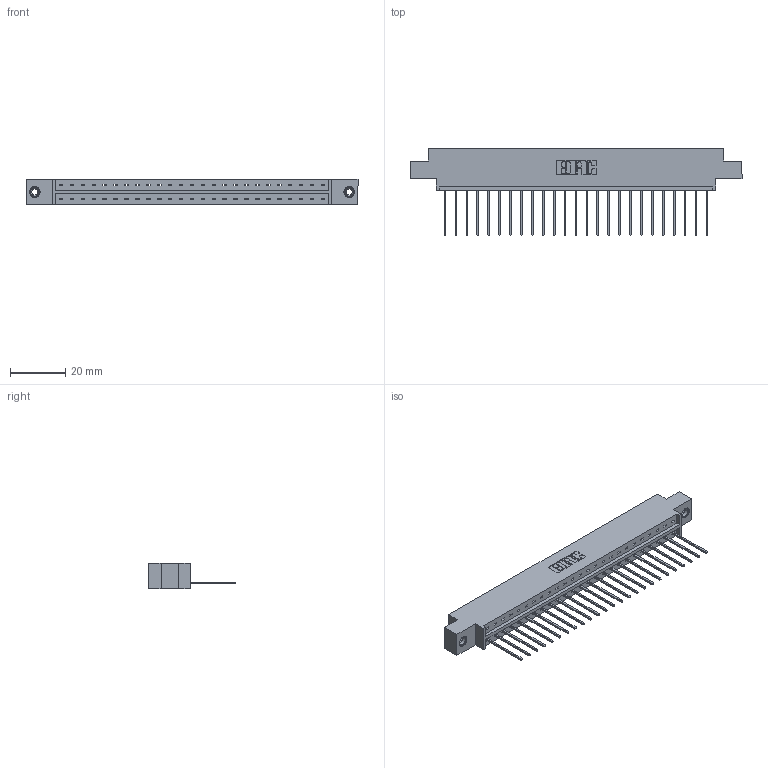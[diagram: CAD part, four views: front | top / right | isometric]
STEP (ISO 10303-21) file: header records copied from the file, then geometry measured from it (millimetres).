
FILE_DESCRIPTION (( 'STEP AP203' ), '1' );
FILE_NAME ('833-025-542-608.STEP', '2020-06-01T23:57:22', ( '' ), ( '' ), 'SwSTEP 2.0', 'SolidWorks 2020', '' );
FILE_SCHEMA (( 'CONFIG_CONTROL_DESIGN' ));
Length unit declared in the file: inch
Products named in the file (4): 345-250-001_345-250-003-102; 833 Part_Offset - .156 Dia - TI; 345-292-001_345-293-142; 833-025-542-608
Assembly tree (28 placements, depth 2):
  833-025-542-608
    833 Part_Offset - .156 Dia - TI
    345-292-001_345-293-142  x25
    345-250-001_345-250-003-102  x2
Bounding box: 120.6 x 31.63 x 9.4 mm (x, y, z)
Volume: 11810.8 mm3; surface area: 13257.9 mm2
Topology: 28 solids, 28 shells, 1628 faces, 4859 edges, 3198 vertices
Faces by surface type: plane 1156, cylinder 456, cone 12, torus 4
Entity records: 18818 total; most frequent: CARTESIAN_POINT 3232, ORIENTED_EDGE 3186, DIRECTION 2793, EDGE_CURVE 1593, VECTOR 1445, LINE 1445, VERTEX_POINT 1056, AXIS2_PLACEMENT_3D 674
